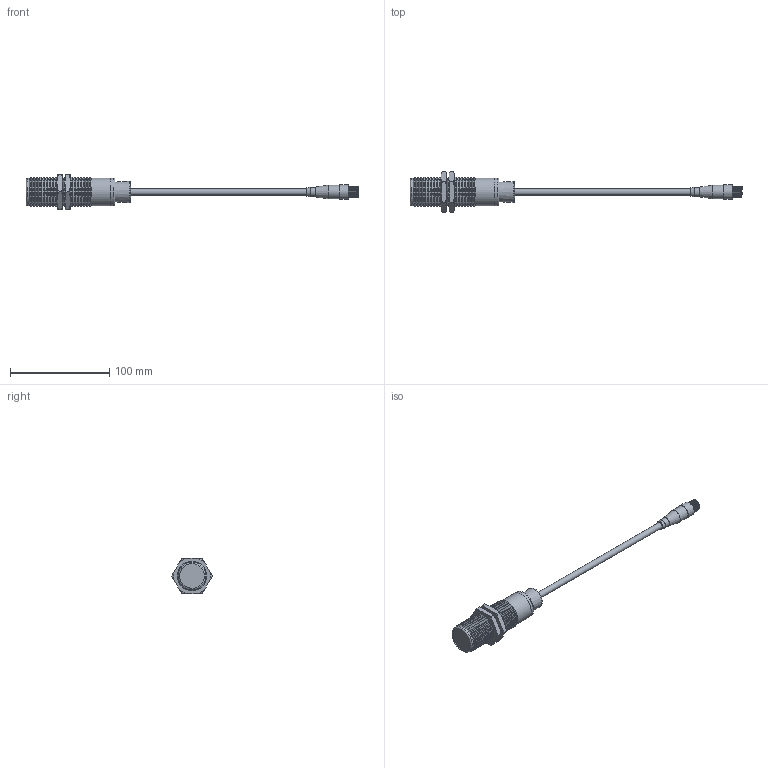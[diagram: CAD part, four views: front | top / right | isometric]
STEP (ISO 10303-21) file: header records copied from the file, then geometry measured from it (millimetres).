
FILE_DESCRIPTION (( 'STEP AP214' ), '1' );
FILE_NAME ('E58-30TS250-GAP.STEP', '2022-05-11T13:00:11', ( '' ), ( '' ), 'SwSTEP 2.0', 'SolidWorks 2021', '' );
FILE_SCHEMA (( 'AUTOMOTIVE_DESIGN' ));
Length unit declared in the file: inch
Products named in the file (1): E58-30TS250-GAP
Bounding box: 334.47 x 41.15 x 35.64 mm (x, y, z)
Volume: 78106.3 mm3; surface area: 24087.4 mm2
Topology: 3 solids, 4 shells, 228 faces, 560 edges, 356 vertices
Faces by surface type: cone 117, plane 46, bspline 32, cylinder 25, torus 4, sphere 4
Full cylindrical faces by diameter (mm): 0.965 x5, 1.778 x2, 6.172 x1, 6.35 x1, 9.068 x1, 9.525 x1, 10.617 x1, 11.684 x1, 13.767 x1, 14.3 x1, 24.816 x1, 28.067 x2, 28.194 x1
Entity records: 5976 total; most frequent: CARTESIAN_POINT 1828, DIRECTION 824, ORIENTED_EDGE 672, EDGE_LOOP 392, AXIS2_PLACEMENT_3D 372, EDGE_CURVE 336, VERTEX_POINT 276, FACE_OUTER_BOUND 251
